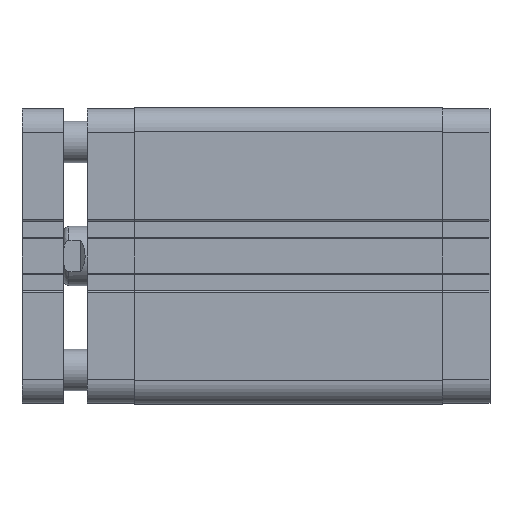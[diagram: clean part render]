
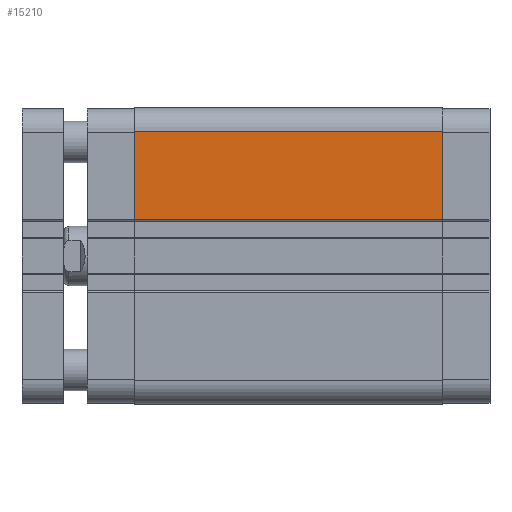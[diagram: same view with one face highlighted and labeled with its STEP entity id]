
A CAD part, left-side view. The second image highlights one B-rep face of the part: STEP entity #15210.
In plain terms, the highlighted planar face has unit normal (-1, 0, 0).
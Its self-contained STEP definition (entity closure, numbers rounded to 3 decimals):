
#12323=CARTESIAN_POINT('',(-50.0,52.0,12.25));
#12324=VERTEX_POINT('',#12323);
#12332=CARTESIAN_POINT('',(-50.0,52.0,42.));
#12333=VERTEX_POINT('',#12332);
#12334=CARTESIAN_POINT('',(-50.0,52.0,42.));
#12335=DIRECTION('',(0.0,0.0,-1.0));
#12336=VECTOR('',#12335,29.75);
#12337=LINE('',#12334,#12336);
#12338=EDGE_CURVE('',#12333,#12324,#12337,.T.);
#14472=CARTESIAN_POINT('',(-50.0,-52.0,42.));
#14473=VERTEX_POINT('',#14472);
#14481=CARTESIAN_POINT('',(-50.0,-52.0,12.25));
#14482=VERTEX_POINT('',#14481);
#14483=CARTESIAN_POINT('',(-50.0,-52.0,12.25));
#14484=DIRECTION('',(0.0,0.0,1.0));
#14485=VECTOR('',#14484,29.75);
#14486=LINE('',#14483,#14485);
#14487=EDGE_CURVE('',#14482,#14473,#14486,.T.);
#15183=CARTESIAN_POINT('',(-50.0,-52.0,42.));
#15184=DIRECTION('',(0.0,1.0,0.0));
#15185=VECTOR('',#15184,104.0);
#15186=LINE('',#15183,#15185);
#15187=EDGE_CURVE('',#14473,#12333,#15186,.T.);
#15194=CARTESIAN_POINT('',(-50.0,0.0,42.));
#15195=DIRECTION('',(-1.0,0.0,0.0));
#15196=DIRECTION('',(0.0,0.0,1.0));
#15197=AXIS2_PLACEMENT_3D('',#15194,#15195,#15196);
#15198=PLANE('',#15197);
#15199=ORIENTED_EDGE('',*,*,#12338,.T.);
#15200=CARTESIAN_POINT('',(-50.0,-52.0,12.25));
#15201=DIRECTION('',(0.0,1.0,0.0));
#15202=VECTOR('',#15201,104.0);
#15203=LINE('',#15200,#15202);
#15204=EDGE_CURVE('',#14482,#12324,#15203,.T.);
#15205=ORIENTED_EDGE('',*,*,#15204,.F.);
#15206=ORIENTED_EDGE('',*,*,#14487,.T.);
#15207=ORIENTED_EDGE('',*,*,#15187,.T.);
#15208=EDGE_LOOP('',(#15199,#15205,#15206,#15207));
#15209=FACE_OUTER_BOUND('',#15208,.T.);
#15210=ADVANCED_FACE('',(#15209),#15198,.T.);
